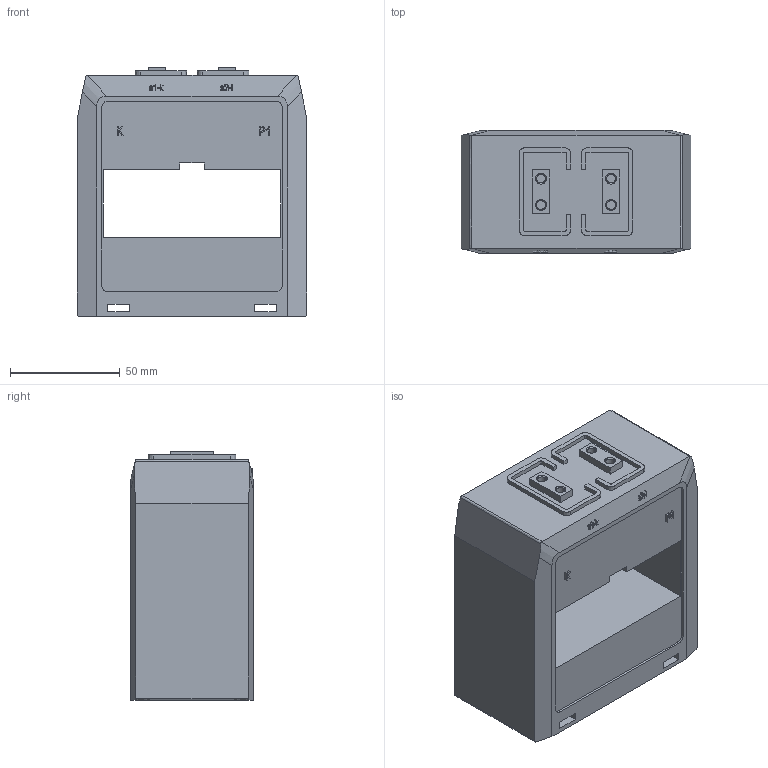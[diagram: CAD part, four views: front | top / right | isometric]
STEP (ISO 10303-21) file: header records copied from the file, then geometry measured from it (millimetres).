
FILE_DESCRIPTION(/* description */ (''),/* implementation_level */ '2;1');
FILE_NAME(/* name */ 'TAT081',/* time_stamp */ '2011-05-31T18:08:14+02:00',/* author */ (''),/* organization */ (''),/* preprocessor_version */ 'ST-DEVELOPER v8',/* originating_system */ '',/* authorisation */ '');
FILE_SCHEMA (('CONFIG_CONTROL_DESIGN'));
Length unit declared in the file: millimetre
Products named in the file (1): 1
Bounding box: 105 x 56 x 113.5 mm (x, y, z)
Volume: 1724.4 mm3; surface area: 58944 mm2
Topology: 15 solids, 16 shells, 222 faces, 564 edges, 372 vertices
Faces by surface type: bspline 222
Entity records: 8547 total; most frequent: CARTESIAN_POINT 4972, ORIENTED_EDGE 1112, EDGE_CURVE 564, B_SPLINE_CURVE_WITH_KNOTS 532, VERTEX_POINT 372, EDGE_LOOP 240, ADVANCED_FACE 222, FACE_OUTER_BOUND 222
